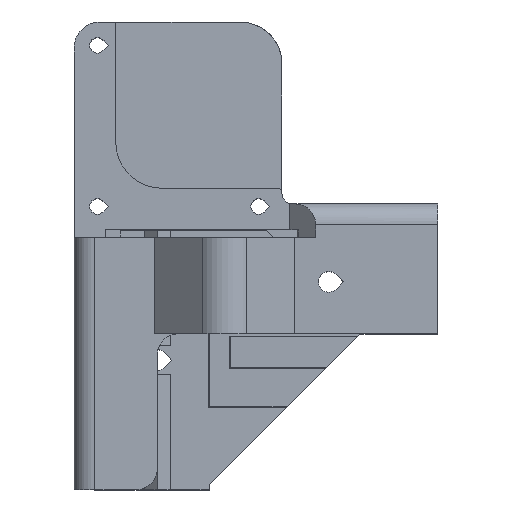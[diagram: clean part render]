
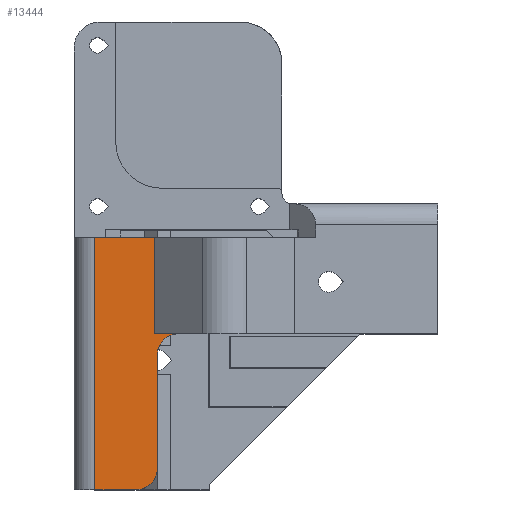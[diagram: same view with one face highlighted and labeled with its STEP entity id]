
A CAD part, top view. The second image highlights one B-rep face of the part: STEP entity #13444.
In plain terms, the highlighted planar face has unit normal (0, 0, 1).
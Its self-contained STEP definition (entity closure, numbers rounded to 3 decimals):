
#1022 = PLANE('',#1023);
#1023 = AXIS2_PLACEMENT_3D('',#1024,#1025,#1026);
#1024 = CARTESIAN_POINT('',(3.423,-21.5,4.789));
#1025 = DIRECTION('',(0.,1.,0.));
#1026 = DIRECTION('',(0.,0.,-1.));
#1096 = PLANE('',#1097);
#1097 = AXIS2_PLACEMENT_3D('',#1098,#1099,#1100);
#1098 = CARTESIAN_POINT('',(6.,-70.,-25.));
#1099 = DIRECTION('',(0.,1.,0.));
#1100 = DIRECTION('',(1.,0.,0.));
#1129 = CYLINDRICAL_SURFACE('',#1130,4.);
#1130 = AXIS2_PLACEMENT_3D('',#1131,#1132,#1133);
#1131 = CARTESIAN_POINT('',(-8.,-66.,5.));
#1132 = DIRECTION('',(-0.,-0.,-1.));
#1133 = DIRECTION('',(-0.,-1.,-0.));
#1157 = PLANE('',#1158);
#1158 = AXIS2_PLACEMENT_3D('',#1159,#1160,#1161);
#1159 = CARTESIAN_POINT('',(-4.,-82.086,5.));
#1160 = DIRECTION('',(-1.,-0.,-0.));
#1161 = DIRECTION('',(0.,-1.,0.));
#1190 = CYLINDRICAL_SURFACE('',#1191,4.);
#1191 = AXIS2_PLACEMENT_3D('',#1192,#1193,#1194);
#1192 = CARTESIAN_POINT('',(0.,-44.,5.));
#1193 = DIRECTION('',(0.,0.,-1.));
#1194 = DIRECTION('',(-1.,-0.,-0.));
#1218 = PLANE('',#1219);
#1219 = AXIS2_PLACEMENT_3D('',#1220,#1221,#1222);
#1220 = CARTESIAN_POINT('',(23.196,-40.,-6.966));
#1221 = DIRECTION('',(0.,-1.,0.));
#1222 = DIRECTION('',(-1.,0.,0.));
#6411 = EDGE_CURVE('',#6412,#6414,#6416,.T.);
#6412 = VERTEX_POINT('',#6413);
#6413 = CARTESIAN_POINT('',(-4.485,-40.,5.));
#6414 = VERTEX_POINT('',#6415);
#6415 = CARTESIAN_POINT('',(0.,-40.,5.));
#6416 = SURFACE_CURVE('',#6417,(#6421,#6428),.PCURVE_S1.);
#6417 = LINE('',#6418,#6419);
#6418 = CARTESIAN_POINT('',(29.5,-40.,5.));
#6419 = VECTOR('',#6420,1.);
#6420 = DIRECTION('',(1.,0.,0.));
#6421 = PCURVE('',#1218,#6422);
#6422 = DEFINITIONAL_REPRESENTATION('',(#6423),#6427);
#6423 = LINE('',#6424,#6425);
#6424 = CARTESIAN_POINT('',(-6.304,-11.966));
#6425 = VECTOR('',#6426,1.);
#6426 = DIRECTION('',(-1.,0.));
#6427 = ( GEOMETRIC_REPRESENTATION_CONTEXT(2) 
PARAMETRIC_REPRESENTATION_CONTEXT() REPRESENTATION_CONTEXT('2D SPACE',''
  ) );
#6428 = PCURVE('',#6429,#6434);
#6429 = PLANE('',#6430);
#6430 = AXIS2_PLACEMENT_3D('',#6431,#6432,#6433);
#6431 = CARTESIAN_POINT('',(50.,-15.,5.));
#6432 = DIRECTION('',(-0.,-0.,-1.));
#6433 = DIRECTION('',(-1.,0.,0.));
#6434 = DEFINITIONAL_REPRESENTATION('',(#6435),#6439);
#6435 = LINE('',#6436,#6437);
#6436 = CARTESIAN_POINT('',(20.5,-25.));
#6437 = VECTOR('',#6438,1.);
#6438 = DIRECTION('',(-1.,0.));
#6439 = ( GEOMETRIC_REPRESENTATION_CONTEXT(2) 
PARAMETRIC_REPRESENTATION_CONTEXT() REPRESENTATION_CONTEXT('2D SPACE',''
  ) );
#6457 = PLANE('',#6458);
#6458 = AXIS2_PLACEMENT_3D('',#6459,#6460,#6461);
#6459 = CARTESIAN_POINT('',(-7.527,-40.,1.958));
#6460 = DIRECTION('',(-0.707,0.,0.707)
  );
#6461 = DIRECTION('',(-0.707,0.,
    -0.707));
#6614 = VERTEX_POINT('',#6615);
#6615 = CARTESIAN_POINT('',(-4.,-44.,5.));
#6636 = EDGE_CURVE('',#6614,#6414,#6637,.T.);
#6637 = SURFACE_CURVE('',#6638,(#6643,#6650),.PCURVE_S1.);
#6638 = CIRCLE('',#6639,4.);
#6639 = AXIS2_PLACEMENT_3D('',#6640,#6641,#6642);
#6640 = CARTESIAN_POINT('',(0.,-44.,5.));
#6641 = DIRECTION('',(0.,0.,-1.));
#6642 = DIRECTION('',(0.,1.,0.));
#6643 = PCURVE('',#1190,#6644);
#6644 = DEFINITIONAL_REPRESENTATION('',(#6645),#6649);
#6645 = LINE('',#6646,#6647);
#6646 = CARTESIAN_POINT('',(-4.712,0.));
#6647 = VECTOR('',#6648,1.);
#6648 = DIRECTION('',(1.,0.));
#6649 = ( GEOMETRIC_REPRESENTATION_CONTEXT(2) 
PARAMETRIC_REPRESENTATION_CONTEXT() REPRESENTATION_CONTEXT('2D SPACE',''
  ) );
#6650 = PCURVE('',#6429,#6651);
#6651 = DEFINITIONAL_REPRESENTATION('',(#6652),#6656);
#6652 = CIRCLE('',#6653,4.);
#6653 = AXIS2_PLACEMENT_2D('',#6654,#6655);
#6654 = CARTESIAN_POINT('',(50.,-29.));
#6655 = DIRECTION('',(-0.,1.));
#6656 = ( GEOMETRIC_REPRESENTATION_CONTEXT(2) 
PARAMETRIC_REPRESENTATION_CONTEXT() REPRESENTATION_CONTEXT('2D SPACE',''
  ) );
#6663 = EDGE_CURVE('',#6664,#6614,#6666,.T.);
#6664 = VERTEX_POINT('',#6665);
#6665 = CARTESIAN_POINT('',(-4.,-66.,5.));
#6666 = SURFACE_CURVE('',#6667,(#6671,#6678),.PCURVE_S1.);
#6667 = LINE('',#6668,#6669);
#6668 = CARTESIAN_POINT('',(-4.,-82.086,5.));
#6669 = VECTOR('',#6670,1.);
#6670 = DIRECTION('',(0.,1.,0.));
#6671 = PCURVE('',#1157,#6672);
#6672 = DEFINITIONAL_REPRESENTATION('',(#6673),#6677);
#6673 = LINE('',#6674,#6675);
#6674 = CARTESIAN_POINT('',(-0.,0.));
#6675 = VECTOR('',#6676,1.);
#6676 = DIRECTION('',(-1.,0.));
#6677 = ( GEOMETRIC_REPRESENTATION_CONTEXT(2) 
PARAMETRIC_REPRESENTATION_CONTEXT() REPRESENTATION_CONTEXT('2D SPACE',''
  ) );
#6678 = PCURVE('',#6429,#6679);
#6679 = DEFINITIONAL_REPRESENTATION('',(#6680),#6684);
#6680 = LINE('',#6681,#6682);
#6681 = CARTESIAN_POINT('',(54.,-67.086));
#6682 = VECTOR('',#6683,1.);
#6683 = DIRECTION('',(-0.,1.));
#6684 = ( GEOMETRIC_REPRESENTATION_CONTEXT(2) 
PARAMETRIC_REPRESENTATION_CONTEXT() REPRESENTATION_CONTEXT('2D SPACE',''
  ) );
#6713 = VERTEX_POINT('',#6714);
#6714 = CARTESIAN_POINT('',(-8.,-70.,5.));
#6735 = EDGE_CURVE('',#6713,#6664,#6736,.T.);
#6736 = SURFACE_CURVE('',#6737,(#6742,#6749),.PCURVE_S1.);
#6737 = CIRCLE('',#6738,4.);
#6738 = AXIS2_PLACEMENT_3D('',#6739,#6740,#6741);
#6739 = CARTESIAN_POINT('',(-8.,-66.,5.));
#6740 = DIRECTION('',(0.,0.,1.));
#6741 = DIRECTION('',(0.,1.,0.));
#6742 = PCURVE('',#1129,#6743);
#6743 = DEFINITIONAL_REPRESENTATION('',(#6744),#6748);
#6744 = LINE('',#6745,#6746);
#6745 = CARTESIAN_POINT('',(3.142,-0.));
#6746 = VECTOR('',#6747,1.);
#6747 = DIRECTION('',(-1.,0.));
#6748 = ( GEOMETRIC_REPRESENTATION_CONTEXT(2) 
PARAMETRIC_REPRESENTATION_CONTEXT() REPRESENTATION_CONTEXT('2D SPACE',''
  ) );
#6749 = PCURVE('',#6429,#6750);
#6750 = DEFINITIONAL_REPRESENTATION('',(#6751),#6759);
#6751 = ( BOUNDED_CURVE() B_SPLINE_CURVE(2,(#6752,#6753,#6754,#6755,
#6756,#6757,#6758),.UNSPECIFIED.,.F.,.F.) B_SPLINE_CURVE_WITH_KNOTS((1,2
    ,2,2,2,1),(-2.094,0.,2.094,4.189,
6.283,8.378),.UNSPECIFIED.) CURVE() 
GEOMETRIC_REPRESENTATION_ITEM() RATIONAL_B_SPLINE_CURVE((1.,0.5,1.,0.5,
1.,0.5,1.)) REPRESENTATION_ITEM('') );
#6752 = CARTESIAN_POINT('',(58.,-47.));
#6753 = CARTESIAN_POINT('',(64.928,-47.));
#6754 = CARTESIAN_POINT('',(61.464,-53.));
#6755 = CARTESIAN_POINT('',(58.,-59.));
#6756 = CARTESIAN_POINT('',(54.536,-53.));
#6757 = CARTESIAN_POINT('',(51.072,-47.));
#6758 = CARTESIAN_POINT('',(58.,-47.));
#6759 = ( GEOMETRIC_REPRESENTATION_CONTEXT(2) 
PARAMETRIC_REPRESENTATION_CONTEXT() REPRESENTATION_CONTEXT('2D SPACE',''
  ) );
#6767 = EDGE_CURVE('',#6713,#6768,#6770,.T.);
#6768 = VERTEX_POINT('',#6769);
#6769 = CARTESIAN_POINT('',(-16.,-70.,5.));
#6770 = SURFACE_CURVE('',#6771,(#6775,#6782),.PCURVE_S1.);
#6771 = LINE('',#6772,#6773);
#6772 = CARTESIAN_POINT('',(6.,-70.,5.));
#6773 = VECTOR('',#6774,1.);
#6774 = DIRECTION('',(-1.,-0.,-0.));
#6775 = PCURVE('',#1096,#6776);
#6776 = DEFINITIONAL_REPRESENTATION('',(#6777),#6781);
#6777 = LINE('',#6778,#6779);
#6778 = CARTESIAN_POINT('',(-0.,-30.));
#6779 = VECTOR('',#6780,1.);
#6780 = DIRECTION('',(-1.,0.));
#6781 = ( GEOMETRIC_REPRESENTATION_CONTEXT(2) 
PARAMETRIC_REPRESENTATION_CONTEXT() REPRESENTATION_CONTEXT('2D SPACE',''
  ) );
#6782 = PCURVE('',#6429,#6783);
#6783 = DEFINITIONAL_REPRESENTATION('',(#6784),#6788);
#6784 = LINE('',#6785,#6786);
#6785 = CARTESIAN_POINT('',(44.,-55.));
#6786 = VECTOR('',#6787,1.);
#6787 = DIRECTION('',(1.,-0.));
#6788 = ( GEOMETRIC_REPRESENTATION_CONTEXT(2) 
PARAMETRIC_REPRESENTATION_CONTEXT() REPRESENTATION_CONTEXT('2D SPACE',''
  ) );
#6807 = CYLINDRICAL_SURFACE('',#6808,4.);
#6808 = AXIS2_PLACEMENT_3D('',#6809,#6810,#6811);
#6809 = CARTESIAN_POINT('',(-16.,-70.,1.));
#6810 = DIRECTION('',(0.,1.,0.));
#6811 = DIRECTION('',(-1.,-0.,-0.));
#7115 = VERTEX_POINT('',#7116);
#7116 = CARTESIAN_POINT('',(-4.485,-21.5,5.));
#7137 = EDGE_CURVE('',#7115,#7138,#7140,.T.);
#7138 = VERTEX_POINT('',#7139);
#7139 = CARTESIAN_POINT('',(-16.,-21.5,5.));
#7140 = SURFACE_CURVE('',#7141,(#7145,#7152),.PCURVE_S1.);
#7141 = LINE('',#7142,#7143);
#7142 = CARTESIAN_POINT('',(35.75,-21.5,5.));
#7143 = VECTOR('',#7144,1.);
#7144 = DIRECTION('',(-1.,-0.,-0.));
#7145 = PCURVE('',#1022,#7146);
#7146 = DEFINITIONAL_REPRESENTATION('',(#7147),#7151);
#7147 = LINE('',#7148,#7149);
#7148 = CARTESIAN_POINT('',(-0.211,-32.327));
#7149 = VECTOR('',#7150,1.);
#7150 = DIRECTION('',(-0.,1.));
#7151 = ( GEOMETRIC_REPRESENTATION_CONTEXT(2) 
PARAMETRIC_REPRESENTATION_CONTEXT() REPRESENTATION_CONTEXT('2D SPACE',''
  ) );
#7152 = PCURVE('',#6429,#7153);
#7153 = DEFINITIONAL_REPRESENTATION('',(#7154),#7158);
#7154 = LINE('',#7155,#7156);
#7155 = CARTESIAN_POINT('',(14.25,-6.5));
#7156 = VECTOR('',#7157,1.);
#7157 = DIRECTION('',(1.,-0.));
#7158 = ( GEOMETRIC_REPRESENTATION_CONTEXT(2) 
PARAMETRIC_REPRESENTATION_CONTEXT() REPRESENTATION_CONTEXT('2D SPACE',''
  ) );
#13444 = ADVANCED_FACE('',(#13445),#6429,.F.);
#13445 = FACE_BOUND('',#13446,.T.);
#13446 = EDGE_LOOP('',(#13447,#13448,#13449,#13450,#13471,#13472,#13493,
    #13494));
#13447 = ORIENTED_EDGE('',*,*,#6663,.T.);
#13448 = ORIENTED_EDGE('',*,*,#6636,.T.);
#13449 = ORIENTED_EDGE('',*,*,#6411,.F.);
#13450 = ORIENTED_EDGE('',*,*,#13451,.F.);
#13451 = EDGE_CURVE('',#7115,#6412,#13452,.T.);
#13452 = SURFACE_CURVE('',#13453,(#13457,#13464),.PCURVE_S1.);
#13453 = LINE('',#13454,#13455);
#13454 = CARTESIAN_POINT('',(-4.485,-27.5,5.));
#13455 = VECTOR('',#13456,1.);
#13456 = DIRECTION('',(0.,-1.,-0.));
#13457 = PCURVE('',#6429,#13458);
#13458 = DEFINITIONAL_REPRESENTATION('',(#13459),#13463);
#13459 = LINE('',#13460,#13461);
#13460 = CARTESIAN_POINT('',(54.485,-12.5));
#13461 = VECTOR('',#13462,1.);
#13462 = DIRECTION('',(0.,-1.));
#13463 = ( GEOMETRIC_REPRESENTATION_CONTEXT(2) 
PARAMETRIC_REPRESENTATION_CONTEXT() REPRESENTATION_CONTEXT('2D SPACE',''
  ) );
#13464 = PCURVE('',#6457,#13465);
#13465 = DEFINITIONAL_REPRESENTATION('',(#13466),#13470);
#13466 = LINE('',#13467,#13468);
#13467 = CARTESIAN_POINT('',(-4.302,-12.5));
#13468 = VECTOR('',#13469,1.);
#13469 = DIRECTION('',(0.,1.));
#13470 = ( GEOMETRIC_REPRESENTATION_CONTEXT(2) 
PARAMETRIC_REPRESENTATION_CONTEXT() REPRESENTATION_CONTEXT('2D SPACE',''
  ) );
#13471 = ORIENTED_EDGE('',*,*,#7137,.T.);
#13472 = ORIENTED_EDGE('',*,*,#13473,.F.);
#13473 = EDGE_CURVE('',#6768,#7138,#13474,.T.);
#13474 = SURFACE_CURVE('',#13475,(#13479,#13486),.PCURVE_S1.);
#13475 = LINE('',#13476,#13477);
#13476 = CARTESIAN_POINT('',(-16.,-70.,5.));
#13477 = VECTOR('',#13478,1.);
#13478 = DIRECTION('',(0.,1.,0.));
#13479 = PCURVE('',#6429,#13480);
#13480 = DEFINITIONAL_REPRESENTATION('',(#13481),#13485);
#13481 = LINE('',#13482,#13483);
#13482 = CARTESIAN_POINT('',(66.,-55.));
#13483 = VECTOR('',#13484,1.);
#13484 = DIRECTION('',(-0.,1.));
#13485 = ( GEOMETRIC_REPRESENTATION_CONTEXT(2) 
PARAMETRIC_REPRESENTATION_CONTEXT() REPRESENTATION_CONTEXT('2D SPACE',''
  ) );
#13486 = PCURVE('',#6807,#13487);
#13487 = DEFINITIONAL_REPRESENTATION('',(#13488),#13492);
#13488 = LINE('',#13489,#13490);
#13489 = CARTESIAN_POINT('',(1.571,0.));
#13490 = VECTOR('',#13491,1.);
#13491 = DIRECTION('',(0.,1.));
#13492 = ( GEOMETRIC_REPRESENTATION_CONTEXT(2) 
PARAMETRIC_REPRESENTATION_CONTEXT() REPRESENTATION_CONTEXT('2D SPACE',''
  ) );
#13493 = ORIENTED_EDGE('',*,*,#6767,.F.);
#13494 = ORIENTED_EDGE('',*,*,#6735,.T.);
